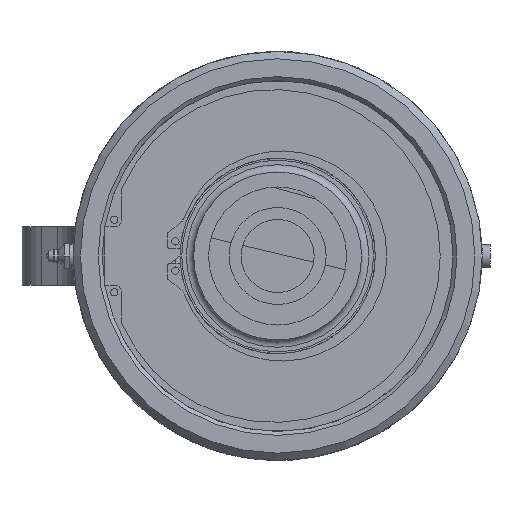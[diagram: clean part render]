
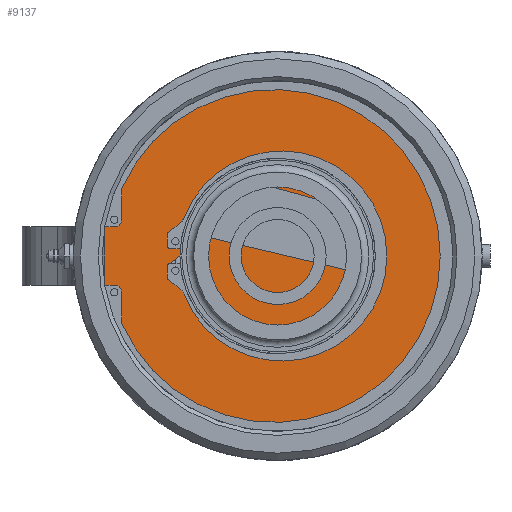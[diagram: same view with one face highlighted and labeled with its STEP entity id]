
A CAD part, left-side view. The second image highlights one B-rep face of the part: STEP entity #9137.
In plain terms, the highlighted planar face has unit normal (-1, 0, 0).
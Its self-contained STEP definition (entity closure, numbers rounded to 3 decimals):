
#129=FACE_BOUND('',#2228,.T.);
#130=FACE_BOUND('',#2229,.T.);
#1106=CIRCLE('',#9610,3.175);
#1108=CIRCLE('',#9614,3.175);
#1110=CIRCLE('',#9618,72.31);
#1118=CIRCLE('',#9631,1.575);
#1120=CIRCLE('',#9635,1.524);
#1122=CIRCLE('',#9639,42.456);
#1124=CIRCLE('',#9643,1.524);
#1126=CIRCLE('',#9647,1.575);
#1128=CIRCLE('',#9651,6.35);
#1130=CIRCLE('',#9654,45.655);
#1132=CIRCLE('',#9657,6.35);
#1135=CIRCLE('',#9662,76.21);
#1136=CIRCLE('',#9664,42.44);
#1137=CIRCLE('',#9665,42.44);
#1670=FACE_OUTER_BOUND('',#2227,.T.);
#2227=EDGE_LOOP('',(#7617,#7618,#7619,#7620,#7621,#7622,#7623,#7624));
#2228=EDGE_LOOP('',(#7625,#7626,#7627,#7628,#7629,#7630,#7631,#7632,#7633,
#7634,#7635,#7636,#7637,#7638));
#2229=EDGE_LOOP('',(#7639,#7640));
#2774=LINE('',#18955,#3333);
#2781=LINE('',#18978,#3340);
#2786=LINE('',#18991,#3345);
#2790=LINE('',#19003,#3349);
#2795=LINE('',#19030,#3354);
#2800=LINE('',#19043,#3359);
#2804=LINE('',#19055,#3363);
#2808=LINE('',#19067,#3367);
#2812=LINE('',#19079,#3371);
#2816=LINE('',#19091,#3375);
#3333=VECTOR('',#10875,4.192);
#3340=VECTOR('',#10896,13.413);
#3345=VECTOR('',#10909,4.192);
#3349=VECTOR('',#10921,13.413);
#3354=VECTOR('',#10952,5.789);
#3359=VECTOR('',#10965,4.471);
#3363=VECTOR('',#10977,4.17);
#3367=VECTOR('',#10989,4.17);
#3371=VECTOR('',#11001,4.471);
#3375=VECTOR('',#11013,5.789);
#4120=VERTEX_POINT('',#18951);
#4122=VERTEX_POINT('',#18954);
#4130=VERTEX_POINT('',#18975);
#4131=VERTEX_POINT('',#18977);
#4133=VERTEX_POINT('',#18985);
#4135=VERTEX_POINT('',#18989);
#4137=VERTEX_POINT('',#18995);
#4139=VERTEX_POINT('',#19001);
#4147=VERTEX_POINT('',#19027);
#4148=VERTEX_POINT('',#19029);
#4150=VERTEX_POINT('',#19035);
#4152=VERTEX_POINT('',#19041);
#4154=VERTEX_POINT('',#19047);
#4156=VERTEX_POINT('',#19053);
#4158=VERTEX_POINT('',#19059);
#4160=VERTEX_POINT('',#19065);
#4162=VERTEX_POINT('',#19071);
#4164=VERTEX_POINT('',#19077);
#4166=VERTEX_POINT('',#19083);
#4168=VERTEX_POINT('',#19089);
#4170=VERTEX_POINT('',#19095);
#4172=VERTEX_POINT('',#19101);
#4175=VERTEX_POINT('',#19116);
#4176=VERTEX_POINT('',#19117);
#5315=EDGE_CURVE('',#4122,#4120,#2774,.T.);
#5326=EDGE_CURVE('',#4131,#4130,#2781,.T.);
#5329=EDGE_CURVE('',#4130,#4122,#1106,.T.);
#5333=EDGE_CURVE('',#4133,#4135,#2786,.T.);
#5336=EDGE_CURVE('',#4135,#4137,#1108,.T.);
#5339=EDGE_CURVE('',#4137,#4139,#2790,.T.);
#5341=EDGE_CURVE('',#4139,#4131,#1110,.T.);
#5352=EDGE_CURVE('',#4148,#4147,#2795,.T.);
#5356=EDGE_CURVE('',#4147,#4150,#1118,.T.);
#5359=EDGE_CURVE('',#4150,#4152,#2800,.T.);
#5362=EDGE_CURVE('',#4152,#4154,#1120,.T.);
#5365=EDGE_CURVE('',#4154,#4156,#2804,.T.);
#5368=EDGE_CURVE('',#4156,#4158,#1122,.T.);
#5371=EDGE_CURVE('',#4158,#4160,#2808,.T.);
#5374=EDGE_CURVE('',#4160,#4162,#1124,.T.);
#5377=EDGE_CURVE('',#4162,#4164,#2812,.T.);
#5380=EDGE_CURVE('',#4164,#4166,#1126,.T.);
#5383=EDGE_CURVE('',#4166,#4168,#2816,.T.);
#5386=EDGE_CURVE('',#4168,#4170,#1128,.T.);
#5389=EDGE_CURVE('',#4170,#4172,#1130,.T.);
#5391=EDGE_CURVE('',#4172,#4148,#1132,.T.);
#5395=EDGE_CURVE('',#4120,#4133,#1135,.T.);
#5396=EDGE_CURVE('',#4175,#4176,#1136,.T.);
#5397=EDGE_CURVE('',#4176,#4175,#1137,.T.);
#7617=ORIENTED_EDGE('',*,*,#5315,.T.);
#7618=ORIENTED_EDGE('',*,*,#5395,.T.);
#7619=ORIENTED_EDGE('',*,*,#5333,.T.);
#7620=ORIENTED_EDGE('',*,*,#5336,.T.);
#7621=ORIENTED_EDGE('',*,*,#5339,.T.);
#7622=ORIENTED_EDGE('',*,*,#5341,.T.);
#7623=ORIENTED_EDGE('',*,*,#5326,.T.);
#7624=ORIENTED_EDGE('',*,*,#5329,.T.);
#7625=ORIENTED_EDGE('',*,*,#5352,.T.);
#7626=ORIENTED_EDGE('',*,*,#5356,.T.);
#7627=ORIENTED_EDGE('',*,*,#5359,.T.);
#7628=ORIENTED_EDGE('',*,*,#5362,.T.);
#7629=ORIENTED_EDGE('',*,*,#5365,.T.);
#7630=ORIENTED_EDGE('',*,*,#5368,.T.);
#7631=ORIENTED_EDGE('',*,*,#5371,.T.);
#7632=ORIENTED_EDGE('',*,*,#5374,.T.);
#7633=ORIENTED_EDGE('',*,*,#5377,.T.);
#7634=ORIENTED_EDGE('',*,*,#5380,.T.);
#7635=ORIENTED_EDGE('',*,*,#5383,.T.);
#7636=ORIENTED_EDGE('',*,*,#5386,.T.);
#7637=ORIENTED_EDGE('',*,*,#5389,.T.);
#7638=ORIENTED_EDGE('',*,*,#5391,.T.);
#7639=ORIENTED_EDGE('',*,*,#5396,.F.);
#7640=ORIENTED_EDGE('',*,*,#5397,.F.);
#8710=PLANE('',#9663);
#9137=ADVANCED_FACE('',(#1670,#129,#130),#8710,.F.);
#9610=AXIS2_PLACEMENT_3D('',#18982,#10902,#10903);
#9614=AXIS2_PLACEMENT_3D('',#18997,#10915,#10916);
#9618=AXIS2_PLACEMENT_3D('',#19006,#10926,#10927);
#9631=AXIS2_PLACEMENT_3D('',#19037,#10959,#10960);
#9635=AXIS2_PLACEMENT_3D('',#19049,#10971,#10972);
#9639=AXIS2_PLACEMENT_3D('',#19061,#10983,#10984);
#9643=AXIS2_PLACEMENT_3D('',#19073,#10995,#10996);
#9647=AXIS2_PLACEMENT_3D('',#19085,#11007,#11008);
#9651=AXIS2_PLACEMENT_3D('',#19097,#11019,#11020);
#9654=AXIS2_PLACEMENT_3D('',#19103,#11026,#11027);
#9657=AXIS2_PLACEMENT_3D('',#19106,#11032,#11033);
#9662=AXIS2_PLACEMENT_3D('',#19114,#11043,#11044);
#9663=AXIS2_PLACEMENT_3D('',#19115,#11045,#11046);
#9664=AXIS2_PLACEMENT_3D('',#19118,#11047,#11048);
#9665=AXIS2_PLACEMENT_3D('',#19119,#11049,#11050);
#10875=DIRECTION('',(0.,1.,0.));
#10896=DIRECTION('',(0.,0.,-1.));
#10902=DIRECTION('center_axis',(1.,0.,0.));
#10903=DIRECTION('ref_axis',(0.,0.,1.));
#10909=DIRECTION('',(0.,-1.,0.));
#10915=DIRECTION('center_axis',(1.,0.,0.));
#10916=DIRECTION('ref_axis',(0.,1.,0.));
#10921=DIRECTION('',(0.,0.,-1.));
#10926=DIRECTION('center_axis',(-1.,0.,0.));
#10927=DIRECTION('ref_axis',(0.,0.915,-0.404));
#10952=DIRECTION('',(0.,0.799,0.601));
#10959=DIRECTION('center_axis',(1.,0.,0.));
#10960=DIRECTION('ref_axis',(0.,-1.,0.));
#10965=DIRECTION('',(0.,0.,1.));
#10971=DIRECTION('center_axis',(1.,0.,0.));
#10972=DIRECTION('ref_axis',(0.,0.,-1.));
#10977=DIRECTION('',(0.,-1.,0.));
#10983=DIRECTION('center_axis',(-1.,0.,0.));
#10984=DIRECTION('ref_axis',(0.,0.997,-0.075));
#10989=DIRECTION('',(0.,1.,0.));
#10995=DIRECTION('center_axis',(1.,0.,0.));
#10996=DIRECTION('ref_axis',(0.,-1.,0.));
#11001=DIRECTION('',(0.,0.,1.));
#11007=DIRECTION('center_axis',(1.,0.,0.));
#11008=DIRECTION('ref_axis',(0.,-0.601,-0.799));
#11013=DIRECTION('',(0.,-0.799,0.601));
#11019=DIRECTION('center_axis',(-1.,0.,0.));
#11020=DIRECTION('ref_axis',(0.,-0.601,-0.799));
#11026=DIRECTION('center_axis',(1.,0.,0.));
#11027=DIRECTION('ref_axis',(0.,-0.931,0.365));
#11032=DIRECTION('center_axis',(-1.,0.,0.));
#11033=DIRECTION('ref_axis',(0.,-0.931,0.365));
#11043=DIRECTION('center_axis',(-1.,0.,0.));
#11044=DIRECTION('ref_axis',(0.,1.,0.));
#11045=DIRECTION('center_axis',(1.,0.,0.));
#11046=DIRECTION('ref_axis',(0.,0.,-1.));
#11047=DIRECTION('center_axis',(-1.,0.,0.));
#11048=DIRECTION('ref_axis',(0.,1.,0.));
#11049=DIRECTION('center_axis',(-1.,0.,0.));
#11050=DIRECTION('ref_axis',(0.,1.,0.));
#18951=CARTESIAN_POINT('',(91.932,75.16,12.608));
#18954=CARTESIAN_POINT('',(91.932,70.967,12.608));
#18955=CARTESIAN_POINT('',(91.932,70.967,12.608));
#18975=CARTESIAN_POINT('',(91.932,67.792,15.783));
#18977=CARTESIAN_POINT('',(91.932,67.792,29.197));
#18978=CARTESIAN_POINT('',(91.932,67.792,29.197));
#18982=CARTESIAN_POINT('Origin',(91.932,70.967,15.783));
#18985=CARTESIAN_POINT('',(91.932,75.16,-12.608));
#18989=CARTESIAN_POINT('',(91.932,70.967,-12.608));
#18991=CARTESIAN_POINT('',(91.932,75.16,-12.608));
#18995=CARTESIAN_POINT('',(91.932,67.792,-15.783));
#18997=CARTESIAN_POINT('Origin',(91.932,70.967,-15.783));
#19001=CARTESIAN_POINT('',(91.932,67.792,-29.197));
#19003=CARTESIAN_POINT('',(91.932,67.792,-15.783));
#19006=CARTESIAN_POINT('Origin',(91.932,1.639,0.));
#19027=CARTESIAN_POINT('',(91.932,47.404,-10.428));
#19029=CARTESIAN_POINT('',(91.932,42.779,-13.909));
#19030=CARTESIAN_POINT('',(91.932,42.779,-13.909));
#19035=CARTESIAN_POINT('',(91.932,48.031,-9.17));
#19037=CARTESIAN_POINT('Origin',(91.932,46.457,-9.17));
#19041=CARTESIAN_POINT('',(91.932,48.031,-4.699));
#19043=CARTESIAN_POINT('',(91.932,48.031,-9.17));
#19047=CARTESIAN_POINT('',(91.932,46.507,-3.175));
#19049=CARTESIAN_POINT('Origin',(91.932,46.507,-4.699));
#19053=CARTESIAN_POINT('',(91.932,42.337,-3.175));
#19055=CARTESIAN_POINT('',(91.932,46.507,-3.175));
#19059=CARTESIAN_POINT('',(91.932,42.337,3.175));
#19061=CARTESIAN_POINT('Origin',(91.932,0.,0.));
#19065=CARTESIAN_POINT('',(91.932,46.507,3.175));
#19067=CARTESIAN_POINT('',(91.932,42.337,3.175));
#19071=CARTESIAN_POINT('',(91.932,48.031,4.699));
#19073=CARTESIAN_POINT('Origin',(91.932,46.507,4.699));
#19077=CARTESIAN_POINT('',(91.932,48.031,9.17));
#19079=CARTESIAN_POINT('',(91.932,48.031,4.699));
#19083=CARTESIAN_POINT('',(91.932,47.404,10.428));
#19085=CARTESIAN_POINT('Origin',(91.932,46.457,9.17));
#19089=CARTESIAN_POINT('',(91.932,42.779,13.909));
#19091=CARTESIAN_POINT('',(91.932,47.404,10.428));
#19095=CARTESIAN_POINT('',(91.932,40.687,16.665));
#19097=CARTESIAN_POINT('Origin',(91.932,46.598,18.982));
#19101=CARTESIAN_POINT('',(91.932,40.687,-16.665));
#19103=CARTESIAN_POINT('Origin',(91.932,-1.818,0.));
#19106=CARTESIAN_POINT('Origin',(91.932,46.598,-18.982));
#19114=CARTESIAN_POINT('Origin',(91.932,0.,0.));
#19115=CARTESIAN_POINT('Origin',(91.932,59.325,0.));
#19116=CARTESIAN_POINT('',(91.932,42.44,0.));
#19117=CARTESIAN_POINT('',(91.932,-42.44,0.));
#19118=CARTESIAN_POINT('Origin',(91.932,0.,0.));
#19119=CARTESIAN_POINT('Origin',(91.932,0.,0.));
